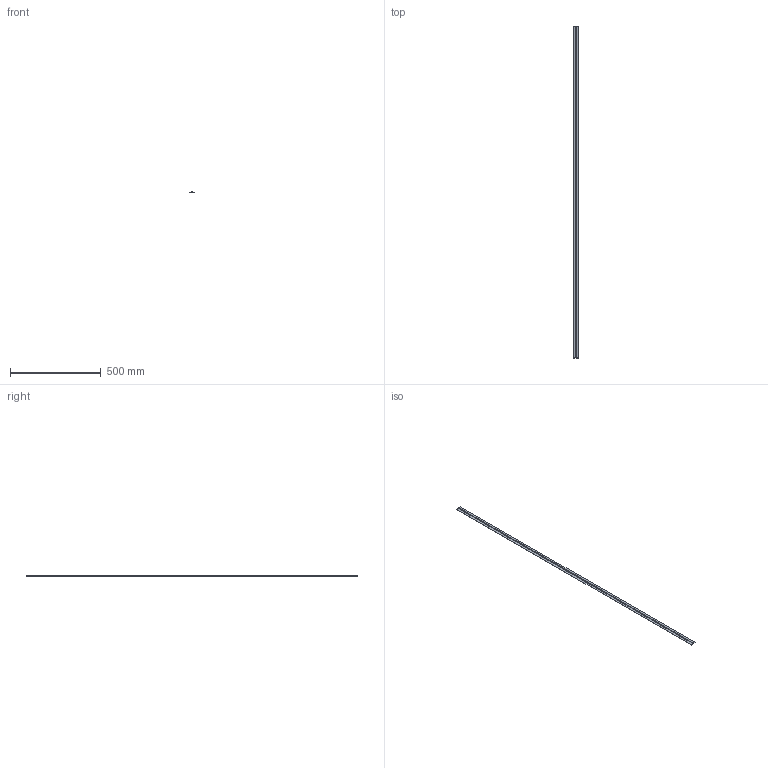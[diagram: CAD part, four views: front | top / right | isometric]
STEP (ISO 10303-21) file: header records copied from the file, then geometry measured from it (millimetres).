
FILE_DESCRIPTION (( 'STEP AP203' ), '1' );
FILE_NAME ('MS-35822-10A.STEP', '2021-04-12T04:32:18', ( '' ), ( '' ), 'SwSTEP 2.0', 'SolidWorks 2018', '' );
FILE_SCHEMA (( 'CONFIG_CONTROL_DESIGN' ));
Length unit declared in the file: millimetre
Products named in the file (4): MS-35822-10A; MS-35822_pin__1828.8; MS-35822_hingeB__10A; MS-35822_hingeA__10A
Assembly tree (3 placements, depth 2):
  MS-35822-10A
    MS-35822_pin__1828.8
    MS-35822_hingeA__10A
    MS-35822_hingeB__10A
Bounding box: 31.8 x 1828.8 x 4.3 mm (x, y, z)
Volume: 76883.6 mm3; surface area: 158340.9 mm2
Topology: 3 solids, 3 shells, 1204 faces, 3594 edges, 2396 vertices
Faces by surface type: cylinder 747, plane 457
Entity records: 42102 total; most frequent: DIRECTION 7508, CARTESIAN_POINT 7200, ORIENTED_EDGE 7188, EDGE_CURVE 3594, AXIS2_PLACEMENT_3D 2704, VERTEX_POINT 2396, LINE 2100, VECTOR 2100
